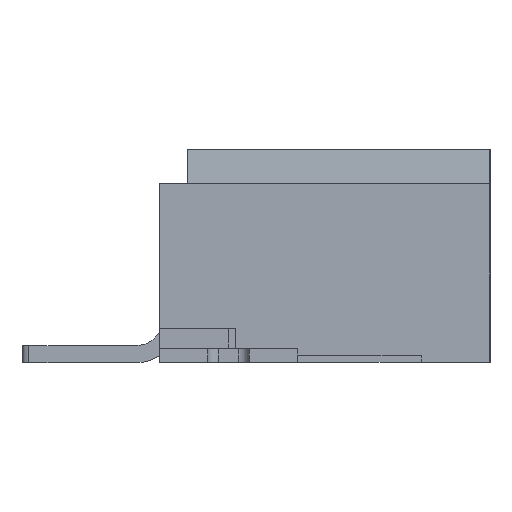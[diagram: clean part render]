
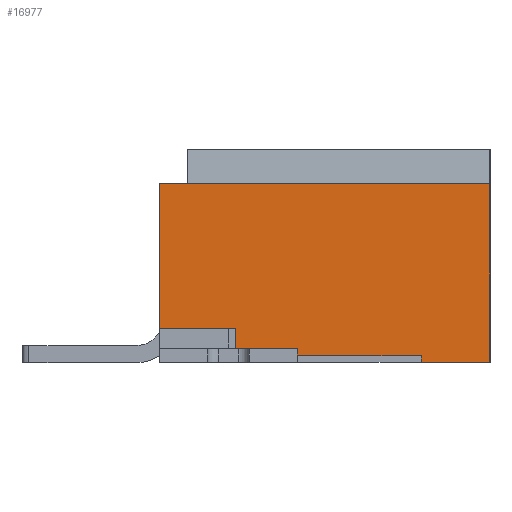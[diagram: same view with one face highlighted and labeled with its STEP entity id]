
A CAD part, left-side view. The second image highlights one B-rep face of the part: STEP entity #16977.
In plain terms, the highlighted planar face has unit normal (-1, 0, 0).
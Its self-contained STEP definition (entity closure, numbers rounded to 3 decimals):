
#2363=ORIENTED_EDGE('',*,*,#6803,.F.);
#2364=ORIENTED_EDGE('',*,*,#6804,.T.);
#2365=ORIENTED_EDGE('',*,*,#6805,.T.);
#2366=ORIENTED_EDGE('',*,*,#6806,.T.);
#2367=ORIENTED_EDGE('',*,*,#6807,.F.);
#2368=ORIENTED_EDGE('',*,*,#5634,.F.);
#2369=ORIENTED_EDGE('',*,*,#6808,.T.);
#2370=ORIENTED_EDGE('',*,*,#6809,.T.);
#2371=ORIENTED_EDGE('',*,*,#6810,.T.);
#5634=EDGE_CURVE('',#8140,#8141,#9782,.T.);
#6803=EDGE_CURVE('',#8979,#8980,#10896,.T.);
#6804=EDGE_CURVE('',#8979,#8981,#10897,.T.);
#6805=EDGE_CURVE('',#8981,#8982,#10898,.T.);
#6806=EDGE_CURVE('',#8982,#8983,#10899,.T.);
#6807=EDGE_CURVE('',#8141,#8983,#10900,.T.);
#6808=EDGE_CURVE('',#8140,#8125,#10901,.T.);
#6809=EDGE_CURVE('',#8125,#8984,#10902,.T.);
#6810=EDGE_CURVE('',#8984,#8980,#10903,.T.);
#8125=VERTEX_POINT('',#23481);
#8140=VERTEX_POINT('',#23528);
#8141=VERTEX_POINT('',#23529);
#8979=VERTEX_POINT('',#25756);
#8980=VERTEX_POINT('',#25757);
#8981=VERTEX_POINT('',#25759);
#8982=VERTEX_POINT('',#25761);
#8983=VERTEX_POINT('',#25763);
#8984=VERTEX_POINT('',#25767);
#9782=LINE('',#23527,#12180);
#10896=LINE('',#25755,#13294);
#10897=LINE('',#25758,#13295);
#10898=LINE('',#25760,#13296);
#10899=LINE('',#25762,#13297);
#10900=LINE('',#25764,#13298);
#10901=LINE('',#25765,#13299);
#10902=LINE('',#25766,#13300);
#10903=LINE('',#25768,#13301);
#12180=VECTOR('',#18915,1000.);
#13294=VECTOR('',#20579,1000.);
#13295=VECTOR('',#20580,1000.);
#13296=VECTOR('',#20581,1000.);
#13297=VECTOR('',#20582,1000.);
#13298=VECTOR('',#20583,1000.);
#13299=VECTOR('',#20584,1000.);
#13300=VECTOR('',#20585,1000.);
#13301=VECTOR('',#20586,1000.);
#14537=EDGE_LOOP('',(#2363,#2364,#2365,#2366,#2367,#2368,#2369,#2370,#2371));
#15370=FACE_BOUND('',#14537,.T.);
#16173=PLANE('',#17918);
#16977=ADVANCED_FACE('',(#15370),#16173,.F.);
#17918=AXIS2_PLACEMENT_3D('',#25754,#20577,#20578);
#18915=DIRECTION('',(0.,0.,-1.));
#20577=DIRECTION('',(1.,0.,0.));
#20578=DIRECTION('',(0.,0.,-1.));
#20579=DIRECTION('',(0.,1.,0.));
#20580=DIRECTION('',(0.,0.,-1.));
#20581=DIRECTION('',(0.,-1.,0.));
#20582=DIRECTION('',(0.,0.,-1.));
#20583=DIRECTION('',(0.,1.,0.));
#20584=DIRECTION('',(0.,1.,0.));
#20585=DIRECTION('',(0.,1.,0.));
#20586=DIRECTION('',(0.,0.,-1.));
#23481=CARTESIAN_POINT('',(-15.9,2.,1.05));
#23527=CARTESIAN_POINT('',(-15.9,-2.4,1.05));
#23528=CARTESIAN_POINT('',(-15.9,-2.4,1.05));
#23529=CARTESIAN_POINT('',(-15.9,-2.4,-1.55));
#25754=CARTESIAN_POINT('',(-15.9,-2.4,1.05));
#25755=CARTESIAN_POINT('',(-15.9,1.3,-1.05));
#25756=CARTESIAN_POINT('',(-15.9,1.3,-1.05));
#25757=CARTESIAN_POINT('',(-15.9,2.4,-1.05));
#25758=CARTESIAN_POINT('',(-15.9,1.3,-1.05));
#25759=CARTESIAN_POINT('',(-15.9,1.3,-1.45));
#25760=CARTESIAN_POINT('',(-15.9,2.4,-1.45));
#25761=CARTESIAN_POINT('',(-15.9,-1.4,-1.45));
#25762=CARTESIAN_POINT('',(-15.9,-1.4,-1.45));
#25763=CARTESIAN_POINT('',(-15.9,-1.4,-1.55));
#25764=CARTESIAN_POINT('',(-15.9,-2.4,-1.55));
#25765=CARTESIAN_POINT('',(-15.9,-2.4,1.05));
#25766=CARTESIAN_POINT('',(-15.9,2.,1.05));
#25767=CARTESIAN_POINT('',(-15.9,2.4,1.05));
#25768=CARTESIAN_POINT('',(-15.9,2.4,1.05));
